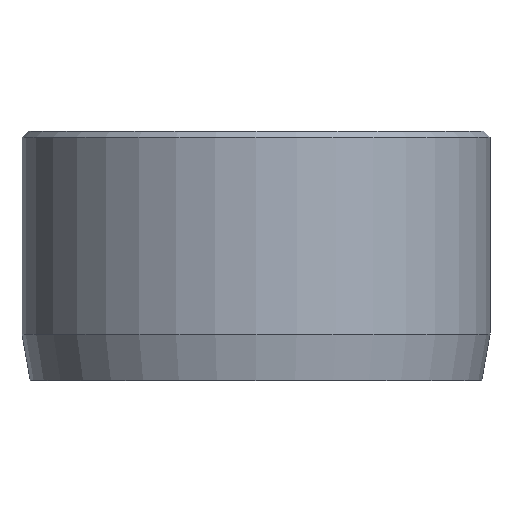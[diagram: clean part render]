
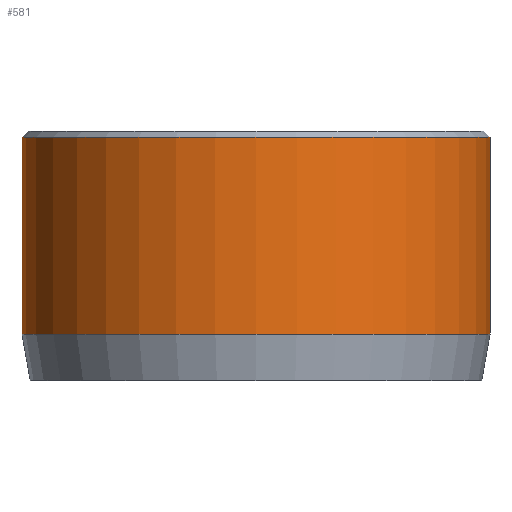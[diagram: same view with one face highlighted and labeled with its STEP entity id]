
A CAD part, front view. The second image highlights one B-rep face of the part: STEP entity #581.
In plain terms, the highlighted cylindrical face has radius 7.5 mm (diameter 15 mm), a partial arc.
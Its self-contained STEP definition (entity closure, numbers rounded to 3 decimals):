
#20 = CARTESIAN_POINT ( 'NONE',  ( 7.5, 0., 1.5 ) ) ;
#25 = DIRECTION ( 'NONE',  ( 0., 0., -1. ) ) ;
#55 = CARTESIAN_POINT ( 'NONE',  ( 7.5, 0., 7.8 ) ) ;
#72 = CARTESIAN_POINT ( 'NONE',  ( -7.5, 0., 7.8 ) ) ;
#82 = CIRCLE ( 'NONE', #259, 7.5 ) ;
#100 = LINE ( 'NONE', #182, #1048 ) ;
#109 = EDGE_CURVE ( 'NONE', #195, #221, #100, .T. ) ;
#154 = CARTESIAN_POINT ( 'NONE',  ( 0., 0., 1.5 ) ) ;
#182 = CARTESIAN_POINT ( 'NONE',  ( 7.5, 0., 8. ) ) ;
#192 = CARTESIAN_POINT ( 'NONE',  ( -7.5, 0., 8. ) ) ;
#195 = VERTEX_POINT ( 'NONE', #55 ) ;
#198 = EDGE_LOOP ( 'NONE', ( #1096, #1147, #701, #899 ) ) ;
#221 = VERTEX_POINT ( 'NONE', #20 ) ;
#226 = CARTESIAN_POINT ( 'NONE',  ( 0., 0., 7.8 ) ) ;
#242 = DIRECTION ( 'NONE',  ( 1., 0., 0. ) ) ;
#244 = DIRECTION ( 'NONE',  ( -1., 0., 0. ) ) ;
#259 = AXIS2_PLACEMENT_3D ( 'NONE', #226, #890, #315 ) ;
#315 = DIRECTION ( 'NONE',  ( 1., 0., 0. ) ) ;
#347 = EDGE_CURVE ( 'NONE', #1138, #498, #914, .T. ) ;
#391 = CYLINDRICAL_SURFACE ( 'NONE', #933, 7.5 ) ;
#395 = AXIS2_PLACEMENT_3D ( 'NONE', #154, #809, #242 ) ;
#446 = DIRECTION ( 'NONE',  ( 0., 0., -1. ) ) ;
#455 = EDGE_CURVE ( 'NONE', #195, #1138, #82, .T. ) ;
#498 = VERTEX_POINT ( 'NONE', #1162 ) ;
#581 = ADVANCED_FACE ( 'NONE', ( #615 ), #391, .T. ) ;
#615 = FACE_OUTER_BOUND ( 'NONE', #198, .T. ) ;
#701 = ORIENTED_EDGE ( 'NONE', *, *, #347, .T. ) ;
#714 = EDGE_CURVE ( 'NONE', #498, #221, #1175, .T. ) ;
#809 = DIRECTION ( 'NONE',  ( 0., 0., 1. ) ) ;
#883 = VECTOR ( 'NONE', #446, 1000. ) ;
#890 = DIRECTION ( 'NONE',  ( 0., 0., -1. ) ) ;
#899 = ORIENTED_EDGE ( 'NONE', *, *, #714, .T. ) ;
#914 = LINE ( 'NONE', #192, #883 ) ;
#933 = AXIS2_PLACEMENT_3D ( 'NONE', #1001, #1088, #244 ) ;
#1001 = CARTESIAN_POINT ( 'NONE',  ( 0., 0., 8. ) ) ;
#1048 = VECTOR ( 'NONE', #25, 1000. ) ;
#1088 = DIRECTION ( 'NONE',  ( 0., 0., -1. ) ) ;
#1096 = ORIENTED_EDGE ( 'NONE', *, *, #109, .F. ) ;
#1138 = VERTEX_POINT ( 'NONE', #72 ) ;
#1147 = ORIENTED_EDGE ( 'NONE', *, *, #455, .T. ) ;
#1162 = CARTESIAN_POINT ( 'NONE',  ( -7.5, 0., 1.5 ) ) ;
#1175 = CIRCLE ( 'NONE', #395, 7.5 ) ;
